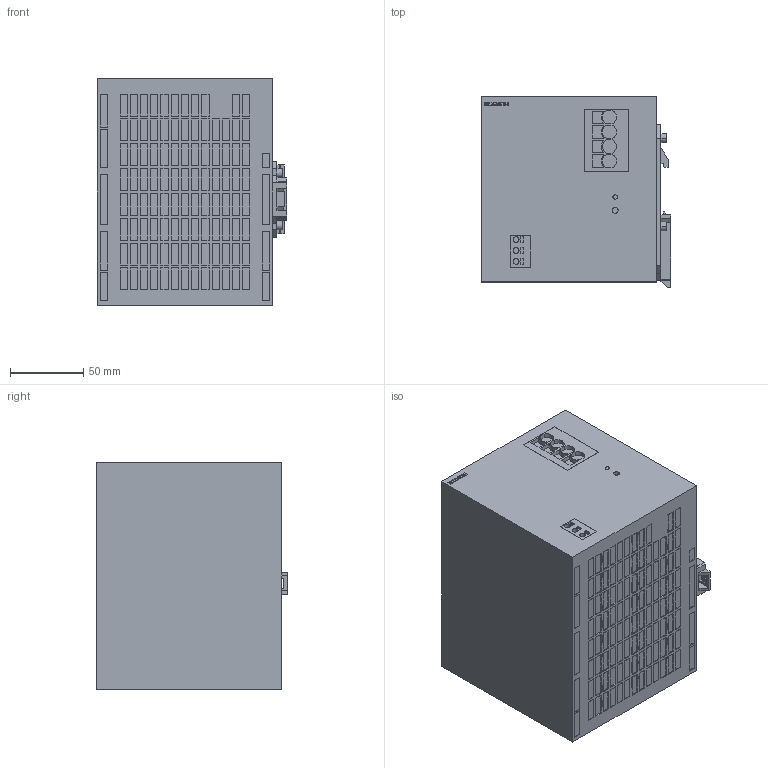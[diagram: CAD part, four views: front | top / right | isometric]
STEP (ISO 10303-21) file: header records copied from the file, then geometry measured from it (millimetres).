
FILE_DESCRIPTION (( 'STEP AP214' ), '1' );
FILE_NAME ('493605.STEP', '2022-07-04T12:49:48', ( '' ), ( '' ), 'SwSTEP 2.0', 'SolidWorks 2018', '' );
FILE_SCHEMA (( 'AUTOMOTIVE_DESIGN' ));
Length unit declared in the file: millimetre
Products named in the file (1): 493605
Bounding box: 129.6 x 130.8 x 155 mm (x, y, z)
Volume: 2376029.9 mm3; surface area: 115657.8 mm2
Topology: 1 solids, 1 shells, 1499 faces, 3709 edges, 2470 vertices
Faces by surface type: plane 1451, cylinder 42, bspline 6
Entity records: 43647 total; most frequent: CARTESIAN_POINT 7823, ORIENTED_EDGE 7418, DIRECTION 6769, EDGE_CURVE 3709, VECTOR 3613, LINE 3613, VERTEX_POINT 2470, EDGE_LOOP 1761
